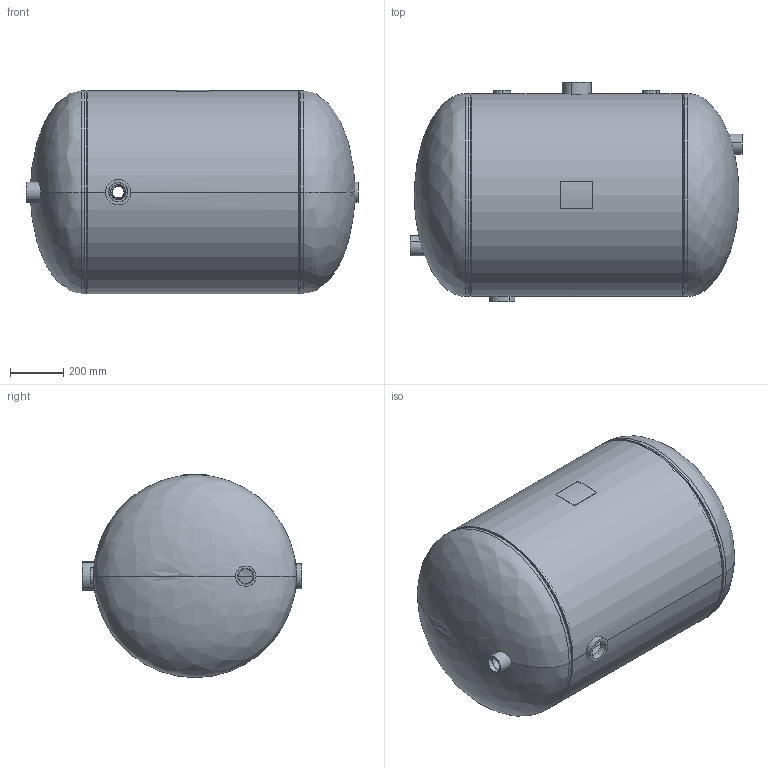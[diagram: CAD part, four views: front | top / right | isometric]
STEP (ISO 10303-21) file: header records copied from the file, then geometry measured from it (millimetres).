
FILE_DESCRIPTION (( 'STEP AP203' ), '1' );
FILE_NAME ('FTA-125.STEP', '2021-03-09T18:46:04', ( '' ), ( '' ), 'SwSTEP 2.0', 'SolidWorks 2021', '' );
FILE_SCHEMA (( 'CONFIG_CONTROL_DESIGN' ));
Length unit declared in the file: inch
Products named in the file (9): 9500090; 9500070; 9200190; FTA-125; Couplings_9500577; 99B1950; Couplings_9500567; 9600830_30" HORIZ
Assembly tree (10 placements, depth 2):
  FTA-125
    99B1950
    9200190
    9200190
    9500070  x2
    9500090
    Couplings_9500567  x2
    Couplings_9500577
    9600830_30" HORIZ
Bounding box: 1246.63 x 825.86 x 763.51 mm (x, y, z)
Volume: 13665568.3 mm3; surface area: 6764796.3 mm2
Topology: 10 solids, 10 shells, 146 faces, 340 edges, 204 vertices
Faces by surface type: cylinder 56, plane 30, cone 28, bspline 16, torus 16
Entity records: 8121 total; most frequent: CARTESIAN_POINT 4345, DIRECTION 598, ORIENTED_EDGE 568, EDGE_CURVE 284, AXIS2_PLACEMENT_3D 255, VERTEX_POINT 172, CIRCLE 136, EDGE_LOOP 136
